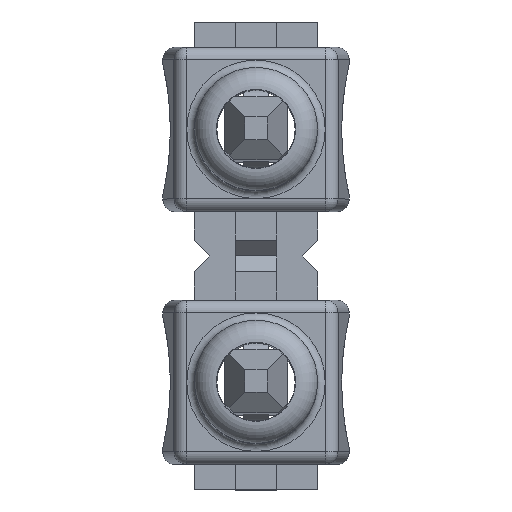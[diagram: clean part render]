
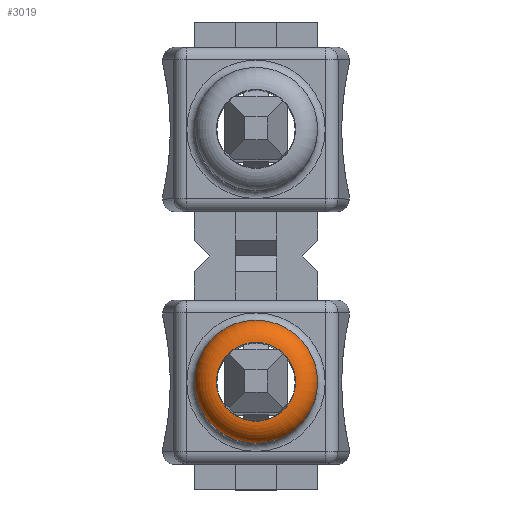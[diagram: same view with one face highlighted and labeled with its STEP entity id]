
A CAD part, top view. The second image highlights one B-rep face of the part: STEP entity #3019.
In plain terms, the highlighted toroidal (fillet/blend) face has major radius 0.625 mm and minor radius 0.35 mm.
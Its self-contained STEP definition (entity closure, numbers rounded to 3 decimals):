
#36=TOROIDAL_SURFACE('',#3281,0.625,0.35);
#86=CIRCLE('',#3183,0.975);
#88=CIRCLE('',#3186,0.625);
#616=ORIENTED_EDGE('',*,*,#1196,.F.);
#617=ORIENTED_EDGE('',*,*,#1194,.F.);
#1194=EDGE_CURVE('',#1598,#1598,#86,.T.);
#1196=EDGE_CURVE('',#1600,#1600,#88,.F.);
#1598=VERTEX_POINT('',#4624);
#1600=VERTEX_POINT('',#4629);
#2487=EDGE_LOOP('',(#616));
#2488=EDGE_LOOP('',(#617));
#2707=FACE_BOUND('',#2487,.T.);
#2708=FACE_BOUND('',#2488,.T.);
#3019=ADVANCED_FACE('',(#2707,#2708),#36,.T.);
#3183=AXIS2_PLACEMENT_3D('',#4623,#3619,#3620);
#3186=AXIS2_PLACEMENT_3D('',#4628,#3625,#3626);
#3281=AXIS2_PLACEMENT_3D('',#4857,#3887,#3888);
#3619=DIRECTION('',(0.,0.,-1.));
#3620=DIRECTION('',(-1.,0.,0.));
#3625=DIRECTION('',(0.,0.,-1.));
#3626=DIRECTION('',(-1.,0.,0.));
#3887=DIRECTION('',(0.,0.,-1.));
#3888=DIRECTION('',(-1.,0.,0.));
#4623=CARTESIAN_POINT('',(0.,0.,5.35));
#4624=CARTESIAN_POINT('',(-0.975,0.,5.35));
#4628=CARTESIAN_POINT('',(0.,0.,5.7));
#4629=CARTESIAN_POINT('',(-0.625,0.,5.7));
#4857=CARTESIAN_POINT('',(0.,0.,5.35));
